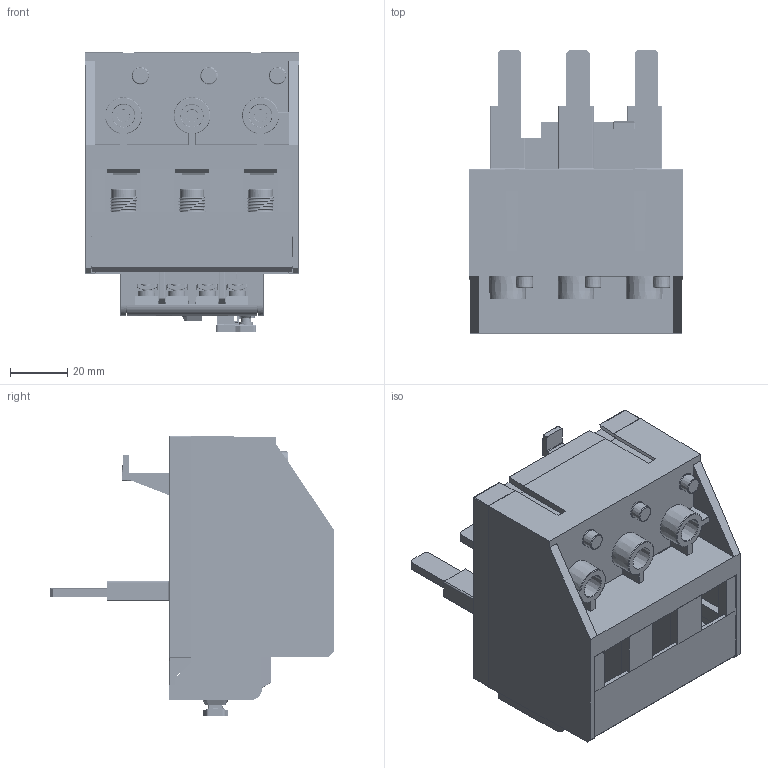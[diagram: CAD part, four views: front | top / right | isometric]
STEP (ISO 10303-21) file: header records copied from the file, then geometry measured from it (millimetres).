
FILE_DESCRIPTION((''),'2;1');
FILE_NAME('12R10005X01 - 320-B5 Body.stp','2015-05-26T11:56:14',('rshanor'),(''),'Autodesk Inventor 2013','Autodesk Inventor 2013','');
FILE_SCHEMA(('AUTOMOTIVE_DESIGN { 1 2 10303 214 0 1 1 1 }'));
Length unit declared in the file: millimetre
Products named in the file (1): 12R10005X01
Bounding box: 75.2 x 99.26 x 97.95 mm (x, y, z)
Surface area: 120565.6 mm2 (no closed solid volume)
Topology: 0 solids, 40 shells, 4356 faces, 11676 edges, 7348 vertices
Faces by surface type: plane 1784, cylinder 1315, bspline 687, torus 241, sphere 204, cone 125
Full cylindrical faces by diameter (mm): 0.5 x2, 0.8 x1, 1 x2, 1.23 x1, 1.4 x58, 1.6 x1, 1.9 x6, 2 x6, 2.1 x1, 2.2 x6, 2.3 x1, 2.4 x1, 2.5 x4, 2.55 x1, 2.8 x1, 2.9 x1, 3 x3, 3.5 x1, 3.65 x1, 3.7 x2, 3.9 x4, 4 x2, 4.3 x3, 4.35 x1, 4.45 x1, 4.5 x5, 4.75 x1, 5.1 x1, 5.5 x1, 5.7 x1
Entity records: 227941 total; most frequent: CARTESIAN_POINT 122575, ORIENTED_EDGE 21988, DIRECTION 19838, EDGE_CURVE 11047, VERTEX_POINT 7095, AXIS2_PLACEMENT_3D 7079, VECTOR 5680, LINE 5680
